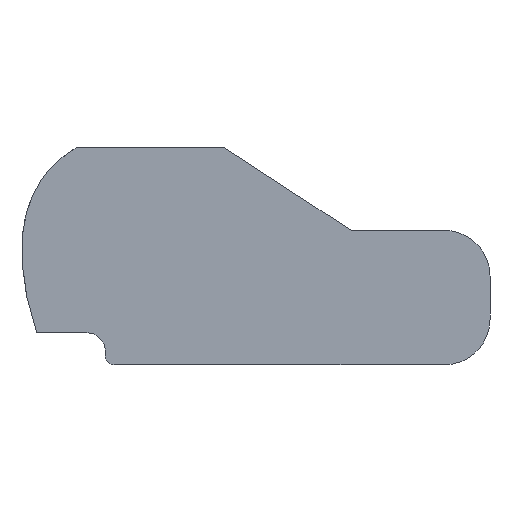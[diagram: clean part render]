
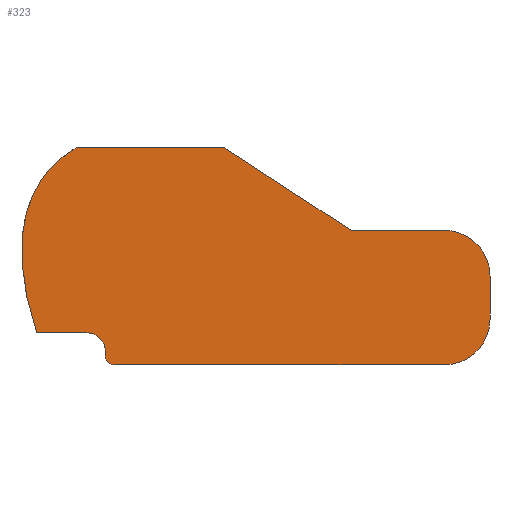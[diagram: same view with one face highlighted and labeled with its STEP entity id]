
A CAD part, front view. The second image highlights one B-rep face of the part: STEP entity #323.
In plain terms, the highlighted planar face has unit normal (0, -1, 0).
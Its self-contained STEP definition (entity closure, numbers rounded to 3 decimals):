
#5 = VECTOR ( 'NONE', #320, 1000. ) ;
#7 = VERTEX_POINT ( 'NONE', #23 ) ;
#20 = CARTESIAN_POINT ( 'NONE',  ( 0.702, 0., -1.442 ) ) ;
#21 = CARTESIAN_POINT ( 'NONE',  ( 1.513, 0., -1.645 ) ) ;
#23 = CARTESIAN_POINT ( 'NONE',  ( 1.206, 0., 0.385 ) ) ;
#28 = CARTESIAN_POINT ( 'NONE',  ( 0.891, 0., -1.995 ) ) ;
#33 = CARTESIAN_POINT ( 'NONE',  ( 0.891, 0., 0.126 ) ) ;
#36 = VERTEX_POINT ( 'NONE', #77 ) ;
#52 = CARTESIAN_POINT ( 'NONE',  ( 4.201, 0., -0.525 ) ) ;
#54 = CARTESIAN_POINT ( 'NONE',  ( 1.206, 0., 0.385 ) ) ;
#55 = VERTEX_POINT ( 'NONE', #125 ) ;
#58 = CARTESIAN_POINT ( 'NONE',  ( 0.763, 0., -1.635 ) ) ;
#60 = CARTESIAN_POINT ( 'NONE',  ( 0.619, 0., -0.446 ) ) ;
#61 = CARTESIAN_POINT ( 'NONE',  ( 1.173, 0., 0.365 ) ) ;
#64 = CIRCLE ( 'NONE', #365, 0.5 ) ;
#65 = CARTESIAN_POINT ( 'NONE',  ( 5.219, 0., -0.525 ) ) ;
#67 = AXIS2_PLACEMENT_3D ( 'NONE', #162, #168, #553 ) ;
#69 = VECTOR ( 'NONE', #138, 1000. ) ;
#74 = ORIENTED_EDGE ( 'NONE', *, *, #419, .F. ) ;
#77 = CARTESIAN_POINT ( 'NONE',  ( 0.763, 0., -1.645 ) ) ;
#85 = DIRECTION ( 'NONE',  ( 0., -1., 0. ) ) ;
#87 = LINE ( 'NONE', #54, #5 ) ;
#88 = ORIENTED_EDGE ( 'NONE', *, *, #309, .T. ) ;
#95 = VERTEX_POINT ( 'NONE', #197 ) ;
#103 = LINE ( 'NONE', #107, #369 ) ;
#105 = VERTEX_POINT ( 'NONE', #65 ) ;
#107 = CARTESIAN_POINT ( 'NONE',  ( 1.581, 0., 1.184 ) ) ;
#111 = VECTOR ( 'NONE', #184, 1000. ) ;
#113 = CARTESIAN_POINT ( 'NONE',  ( 0.657, 0., -0.301 ) ) ;
#114 = DIRECTION ( 'NONE',  ( 0., 0., 1. ) ) ;
#115 = DIRECTION ( 'NONE',  ( 0., -1., 0. ) ) ;
#118 = ORIENTED_EDGE ( 'NONE', *, *, #523, .T. ) ;
#125 = CARTESIAN_POINT ( 'NONE',  ( 5.219, 0., -1.995 ) ) ;
#126 = DIRECTION ( 'NONE',  ( 0., 1., 0. ) ) ;
#132 = EDGE_CURVE ( 'NONE', #95, #164, #240, .T. ) ;
#137 = AXIS2_PLACEMENT_3D ( 'NONE', #473, #126, #257 ) ;
#138 = DIRECTION ( 'NONE',  ( -1., 0., 0. ) ) ;
#143 = EDGE_LOOP ( 'NONE', ( #382, #212, #88, #429, #422, #246, #524, #289, #118, #378, #74, #190 ) ) ;
#145 = CARTESIAN_POINT ( 'NONE',  ( 1.313, 0., -1.645 ) ) ;
#149 = CARTESIAN_POINT ( 'NONE',  ( 1.613, 0., -1.895 ) ) ;
#152 = CARTESIAN_POINT ( 'NONE',  ( 0.596, 0., -0.675 ) ) ;
#153 = CARTESIAN_POINT ( 'NONE',  ( 0.599, 0., -0.825 ) ) ;
#162 = CARTESIAN_POINT ( 'NONE',  ( 5.219, 0., -1.495 ) ) ;
#163 = VECTOR ( 'NONE', #187, 1000. ) ;
#164 = VERTEX_POINT ( 'NONE', #321 ) ;
#167 = EDGE_CURVE ( 'NONE', #36, #7, #465, .T. ) ;
#168 = DIRECTION ( 'NONE',  ( 0., -1., 0. ) ) ;
#169 = LINE ( 'NONE', #387, #69 ) ;
#177 = FACE_OUTER_BOUND ( 'NONE', #143, .T. ) ;
#181 = EDGE_CURVE ( 'NONE', #95, #234, #436, .T. ) ;
#184 = DIRECTION ( 'NONE',  ( -1., 0., 0. ) ) ;
#187 = DIRECTION ( 'NONE',  ( 0., 0., 1. ) ) ;
#190 = ORIENTED_EDGE ( 'NONE', *, *, #296, .T. ) ;
#193 = CARTESIAN_POINT ( 'NONE',  ( 0.605, 0., -0.9 ) ) ;
#194 = CARTESIAN_POINT ( 'NONE',  ( 2.807, 0., 0.385 ) ) ;
#195 = CARTESIAN_POINT ( 'NONE',  ( 0.622, 0., -1.068 ) ) ;
#197 = CARTESIAN_POINT ( 'NONE',  ( 1.513, 0., -1.895 ) ) ;
#200 = CARTESIAN_POINT ( 'NONE',  ( 1.109, 0., 0.322 ) ) ;
#212 = ORIENTED_EDGE ( 'NONE', *, *, #132, .T. ) ;
#224 = PLANE ( 'NONE',  #262 ) ;
#228 = VERTEX_POINT ( 'NONE', #368 ) ;
#232 = VECTOR ( 'NONE', #260, 1000. ) ;
#234 = VERTEX_POINT ( 'NONE', #330 ) ;
#238 = CARTESIAN_POINT ( 'NONE',  ( 5.719, 0., -1.995 ) ) ;
#240 = CIRCLE ( 'NONE', #285, 0.1 ) ;
#241 = CARTESIAN_POINT ( 'NONE',  ( 0.67, 0., -1.319 ) ) ;
#246 = ORIENTED_EDGE ( 'NONE', *, *, #275, .T. ) ;
#248 = CARTESIAN_POINT ( 'NONE',  ( 0.611, 0., -0.984 ) ) ;
#257 = DIRECTION ( 'NONE',  ( 0., 0., 1. ) ) ;
#260 = DIRECTION ( 'NONE',  ( 1., 0., 0. ) ) ;
#262 = AXIS2_PLACEMENT_3D ( 'NONE', #33, #551, #298 ) ;
#275 = EDGE_CURVE ( 'NONE', #509, #105, #64, .T. ) ;
#282 = CARTESIAN_POINT ( 'NONE',  ( 0.923, 0., 0.192 ) ) ;
#283 = CARTESIAN_POINT ( 'NONE',  ( 0.683, 0., -0.231 ) ) ;
#285 = AXIS2_PLACEMENT_3D ( 'NONE', #149, #115, #405 ) ;
#286 = CARTESIAN_POINT ( 'NONE',  ( 1.14, 0., 0.345 ) ) ;
#287 = LINE ( 'NONE', #238, #163 ) ;
#288 = CARTESIAN_POINT ( 'NONE',  ( 0.731, 0., -1.544 ) ) ;
#289 = ORIENTED_EDGE ( 'NONE', *, *, #479, .T. ) ;
#290 = CARTESIAN_POINT ( 'NONE',  ( 0.75, 0., -1.605 ) ) ;
#296 = EDGE_CURVE ( 'NONE', #534, #234, #376, .T. ) ;
#298 = DIRECTION ( 'NONE',  ( 0., 0., 1. ) ) ;
#309 = EDGE_CURVE ( 'NONE', #164, #55, #554, .T. ) ;
#320 = DIRECTION ( 'NONE',  ( -1., 0., 0. ) ) ;
#321 = CARTESIAN_POINT ( 'NONE',  ( 1.613, 0., -1.995 ) ) ;
#322 = CARTESIAN_POINT ( 'NONE',  ( 1.206, 0., 0.385 ) ) ;
#323 = ADVANCED_FACE ( 'NONE', ( #177 ), #224, .F. ) ;
#330 = CARTESIAN_POINT ( 'NONE',  ( 1.513, 0., -1.845 ) ) ;
#339 = CARTESIAN_POINT ( 'NONE',  ( 5.219, 0., -1.025 ) ) ;
#343 = EDGE_CURVE ( 'NONE', #55, #228, #427, .T. ) ;
#365 = AXIS2_PLACEMENT_3D ( 'NONE', #339, #85, #424 ) ;
#368 = CARTESIAN_POINT ( 'NONE',  ( 5.719, 0., -1.495 ) ) ;
#369 = VECTOR ( 'NONE', #485, 1000. ) ;
#376 = CIRCLE ( 'NONE', #137, 0.2 ) ;
#378 = ORIENTED_EDGE ( 'NONE', *, *, #167, .F. ) ;
#382 = ORIENTED_EDGE ( 'NONE', *, *, #181, .F. ) ;
#387 = CARTESIAN_POINT ( 'NONE',  ( 0.763, 0., -1.645 ) ) ;
#392 = LINE ( 'NONE', #528, #111 ) ;
#403 = CARTESIAN_POINT ( 'NONE',  ( 0.652, 0., -1.236 ) ) ;
#405 = DIRECTION ( 'NONE',  ( 0., 0., 1. ) ) ;
#408 = CARTESIAN_POINT ( 'NONE',  ( 0.756, 0., -1.625 ) ) ;
#410 = CARTESIAN_POINT ( 'NONE',  ( 0.771, 0., 0.013 ) ) ;
#419 = EDGE_CURVE ( 'NONE', #534, #36, #169, .T. ) ;
#422 = ORIENTED_EDGE ( 'NONE', *, *, #499, .T. ) ;
#424 = DIRECTION ( 'NONE',  ( 0., 0., 1. ) ) ;
#427 = CIRCLE ( 'NONE', #67, 0.5 ) ;
#429 = ORIENTED_EDGE ( 'NONE', *, *, #343, .T. ) ;
#435 = CARTESIAN_POINT ( 'NONE',  ( 5.719, 0., -1.025 ) ) ;
#436 = LINE ( 'NONE', #21, #511 ) ;
#465 = B_SPLINE_CURVE_WITH_KNOTS ( 'NONE', 3,
 ( #529, #58, #408, #290, #497, #488, #288, #490, #20, #241, #403, #195, #248, #193, #153, #152, #60, #113, #283, #410, #282, #200, #286, #61, #322 ),
 .UNSPECIFIED., .F., .F.,
 ( 4, 2, 2, 2, 2, 2, 3, 1, 1, 3, 3, 4 ),
 ( 0., 0.008, 0.017, 0.034, 0.068, 0.135, 0.203, 0.263, 0.322, 0.382, 0.588, 0.624 ),
 .UNSPECIFIED. ) ;
#471 = EDGE_CURVE ( 'NONE', #105, #495, #392, .T. ) ;
#473 = CARTESIAN_POINT ( 'NONE',  ( 1.313, 0., -1.845 ) ) ;
#479 = EDGE_CURVE ( 'NONE', #495, #550, #103, .T. ) ;
#485 = DIRECTION ( 'NONE',  ( -0.837, 0., 0.547 ) ) ;
#488 = CARTESIAN_POINT ( 'NONE',  ( 0.737, 0., -1.564 ) ) ;
#490 = CARTESIAN_POINT ( 'NONE',  ( 0.713, 0., -1.483 ) ) ;
#495 = VERTEX_POINT ( 'NONE', #52 ) ;
#497 = CARTESIAN_POINT ( 'NONE',  ( 0.746, 0., -1.595 ) ) ;
#499 = EDGE_CURVE ( 'NONE', #228, #509, #287, .T. ) ;
#509 = VERTEX_POINT ( 'NONE', #435 ) ;
#511 = VECTOR ( 'NONE', #114, 1000. ) ;
#523 = EDGE_CURVE ( 'NONE', #550, #7, #87, .T. ) ;
#524 = ORIENTED_EDGE ( 'NONE', *, *, #471, .T. ) ;
#528 = CARTESIAN_POINT ( 'NONE',  ( 0.891, 0., -0.525 ) ) ;
#529 = CARTESIAN_POINT ( 'NONE',  ( 0.763, 0., -1.645 ) ) ;
#534 = VERTEX_POINT ( 'NONE', #145 ) ;
#550 = VERTEX_POINT ( 'NONE', #194 ) ;
#551 = DIRECTION ( 'NONE',  ( 0., 1., 0. ) ) ;
#553 = DIRECTION ( 'NONE',  ( 0., 0., 1. ) ) ;
#554 = LINE ( 'NONE', #28, #232 ) ;
